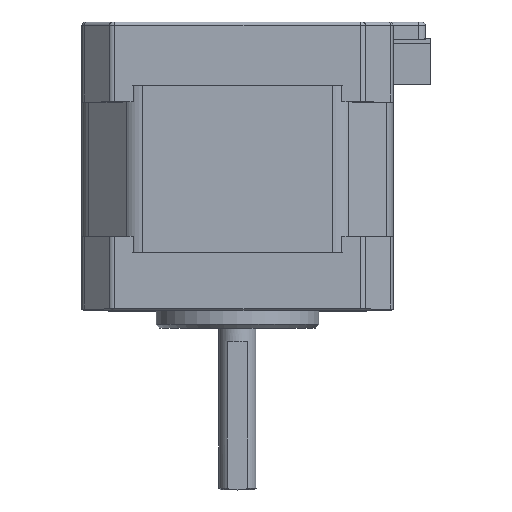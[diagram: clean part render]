
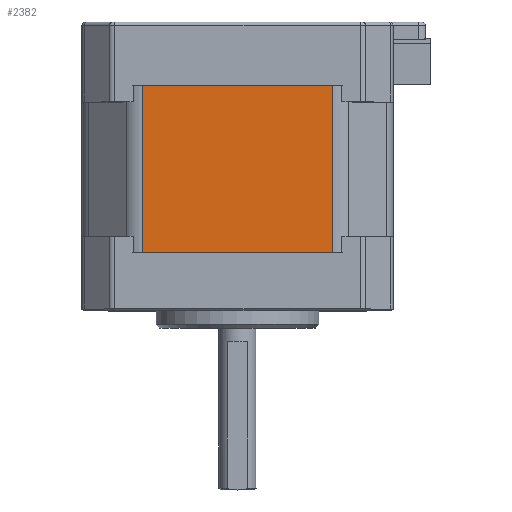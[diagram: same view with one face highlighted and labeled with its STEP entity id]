
A CAD part, top view. The second image highlights one B-rep face of the part: STEP entity #2382.
In plain terms, the highlighted planar face has unit normal (0, 0, 1).
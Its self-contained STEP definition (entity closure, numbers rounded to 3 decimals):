
#2382 = ADVANCED_FACE('',(#2383),#2397,.F.);
#2383 = FACE_BOUND('',#2384,.F.);
#2384 = EDGE_LOOP('',(#2385,#2420,#2448,#2476));
#2385 = ORIENTED_EDGE('',*,*,#2386,.F.);
#2386 = EDGE_CURVE('',#2387,#2389,#2391,.T.);
#2387 = VERTEX_POINT('',#2388);
#2388 = CARTESIAN_POINT('',(-12.857,0.,21.));
#2389 = VERTEX_POINT('',#2390);
#2390 = CARTESIAN_POINT('',(12.857,0.,21.));
#2391 = SURFACE_CURVE('',#2392,(#2396,#2408),.PCURVE_S1.);
#2392 = LINE('',#2393,#2394);
#2393 = CARTESIAN_POINT('',(-21.,0.,21.));
#2394 = VECTOR('',#2395,1.);
#2395 = DIRECTION('',(1.,0.,0.));
#2396 = PCURVE('',#2397,#2402);
#2397 = PLANE('',#2398);
#2398 = AXIS2_PLACEMENT_3D('',#2399,#2400,#2401);
#2399 = CARTESIAN_POINT('',(-21.,0.,21.));
#2400 = DIRECTION('',(0.,0.,-1.));
#2401 = DIRECTION('',(1.,0.,0.));
#2402 = DEFINITIONAL_REPRESENTATION('',(#2403),#2407);
#2403 = LINE('',#2404,#2405);
#2404 = CARTESIAN_POINT('',(0.,0.));
#2405 = VECTOR('',#2406,1.);
#2406 = DIRECTION('',(1.,0.));
#2407 = ( GEOMETRIC_REPRESENTATION_CONTEXT(2) 
PARAMETRIC_REPRESENTATION_CONTEXT() REPRESENTATION_CONTEXT('2D SPACE',''
  ) );
#2408 = PCURVE('',#2409,#2414);
#2409 = PLANE('',#2410);
#2410 = AXIS2_PLACEMENT_3D('',#2411,#2412,#2413);
#2411 = CARTESIAN_POINT('',(0.,0.,0.));
#2412 = DIRECTION('',(0.,1.,0.));
#2413 = DIRECTION('',(0.,0.,1.));
#2414 = DEFINITIONAL_REPRESENTATION('',(#2415),#2419);
#2415 = LINE('',#2416,#2417);
#2416 = CARTESIAN_POINT('',(21.,-21.));
#2417 = VECTOR('',#2418,1.);
#2418 = DIRECTION('',(0.,1.));
#2419 = ( GEOMETRIC_REPRESENTATION_CONTEXT(2) 
PARAMETRIC_REPRESENTATION_CONTEXT() REPRESENTATION_CONTEXT('2D SPACE',''
  ) );
#2420 = ORIENTED_EDGE('',*,*,#2421,.T.);
#2421 = EDGE_CURVE('',#2387,#2422,#2424,.T.);
#2422 = VERTEX_POINT('',#2423);
#2423 = CARTESIAN_POINT('',(-12.857,22.55,21.));
#2424 = SURFACE_CURVE('',#2425,(#2429,#2436),.PCURVE_S1.);
#2425 = LINE('',#2426,#2427);
#2426 = CARTESIAN_POINT('',(-12.857,0.,21.));
#2427 = VECTOR('',#2428,1.);
#2428 = DIRECTION('',(0.,1.,0.));
#2429 = PCURVE('',#2397,#2430);
#2430 = DEFINITIONAL_REPRESENTATION('',(#2431),#2435);
#2431 = LINE('',#2432,#2433);
#2432 = CARTESIAN_POINT('',(8.143,0.));
#2433 = VECTOR('',#2434,1.);
#2434 = DIRECTION('',(0.,-1.));
#2435 = ( GEOMETRIC_REPRESENTATION_CONTEXT(2) 
PARAMETRIC_REPRESENTATION_CONTEXT() REPRESENTATION_CONTEXT('2D SPACE',''
  ) );
#2436 = PCURVE('',#2437,#2442);
#2437 = CYLINDRICAL_SURFACE('',#2438,3.);
#2438 = AXIS2_PLACEMENT_3D('',#2439,#2440,#2441);
#2439 = CARTESIAN_POINT('',(-12.857,0.,18.));
#2440 = DIRECTION('',(0.,1.,0.));
#2441 = DIRECTION('',(0.,0.,1.));
#2442 = DEFINITIONAL_REPRESENTATION('',(#2443),#2447);
#2443 = LINE('',#2444,#2445);
#2444 = CARTESIAN_POINT('',(-0.,0.));
#2445 = VECTOR('',#2446,1.);
#2446 = DIRECTION('',(-0.,1.));
#2447 = ( GEOMETRIC_REPRESENTATION_CONTEXT(2) 
PARAMETRIC_REPRESENTATION_CONTEXT() REPRESENTATION_CONTEXT('2D SPACE',''
  ) );
#2448 = ORIENTED_EDGE('',*,*,#2449,.T.);
#2449 = EDGE_CURVE('',#2422,#2450,#2452,.T.);
#2450 = VERTEX_POINT('',#2451);
#2451 = CARTESIAN_POINT('',(12.857,22.55,21.));
#2452 = SURFACE_CURVE('',#2453,(#2457,#2464),.PCURVE_S1.);
#2453 = LINE('',#2454,#2455);
#2454 = CARTESIAN_POINT('',(-21.,22.55,21.));
#2455 = VECTOR('',#2456,1.);
#2456 = DIRECTION('',(1.,0.,0.));
#2457 = PCURVE('',#2397,#2458);
#2458 = DEFINITIONAL_REPRESENTATION('',(#2459),#2463);
#2459 = LINE('',#2460,#2461);
#2460 = CARTESIAN_POINT('',(0.,-22.55));
#2461 = VECTOR('',#2462,1.);
#2462 = DIRECTION('',(1.,0.));
#2463 = ( GEOMETRIC_REPRESENTATION_CONTEXT(2) 
PARAMETRIC_REPRESENTATION_CONTEXT() REPRESENTATION_CONTEXT('2D SPACE',''
  ) );
#2464 = PCURVE('',#2465,#2470);
#2465 = PLANE('',#2466);
#2466 = AXIS2_PLACEMENT_3D('',#2467,#2468,#2469);
#2467 = CARTESIAN_POINT('',(0.,22.55,0.));
#2468 = DIRECTION('',(0.,1.,0.));
#2469 = DIRECTION('',(0.,0.,1.));
#2470 = DEFINITIONAL_REPRESENTATION('',(#2471),#2475);
#2471 = LINE('',#2472,#2473);
#2472 = CARTESIAN_POINT('',(21.,-21.));
#2473 = VECTOR('',#2474,1.);
#2474 = DIRECTION('',(0.,1.));
#2475 = ( GEOMETRIC_REPRESENTATION_CONTEXT(2) 
PARAMETRIC_REPRESENTATION_CONTEXT() REPRESENTATION_CONTEXT('2D SPACE',''
  ) );
#2476 = ORIENTED_EDGE('',*,*,#2477,.F.);
#2477 = EDGE_CURVE('',#2389,#2450,#2478,.T.);
#2478 = SURFACE_CURVE('',#2479,(#2483,#2490),.PCURVE_S1.);
#2479 = LINE('',#2480,#2481);
#2480 = CARTESIAN_POINT('',(12.857,0.,21.));
#2481 = VECTOR('',#2482,1.);
#2482 = DIRECTION('',(0.,1.,0.));
#2483 = PCURVE('',#2397,#2484);
#2484 = DEFINITIONAL_REPRESENTATION('',(#2485),#2489);
#2485 = LINE('',#2486,#2487);
#2486 = CARTESIAN_POINT('',(33.857,0.));
#2487 = VECTOR('',#2488,1.);
#2488 = DIRECTION('',(0.,-1.));
#2489 = ( GEOMETRIC_REPRESENTATION_CONTEXT(2) 
PARAMETRIC_REPRESENTATION_CONTEXT() REPRESENTATION_CONTEXT('2D SPACE',''
  ) );
#2490 = PCURVE('',#2491,#2496);
#2491 = CYLINDRICAL_SURFACE('',#2492,3.);
#2492 = AXIS2_PLACEMENT_3D('',#2493,#2494,#2495);
#2493 = CARTESIAN_POINT('',(12.857,0.,18.));
#2494 = DIRECTION('',(0.,1.,0.));
#2495 = DIRECTION('',(0.,0.,1.));
#2496 = DEFINITIONAL_REPRESENTATION('',(#2497),#2501);
#2497 = LINE('',#2498,#2499);
#2498 = CARTESIAN_POINT('',(0.,0.));
#2499 = VECTOR('',#2500,1.);
#2500 = DIRECTION('',(0.,1.));
#2501 = ( GEOMETRIC_REPRESENTATION_CONTEXT(2) 
PARAMETRIC_REPRESENTATION_CONTEXT() REPRESENTATION_CONTEXT('2D SPACE',''
  ) );
